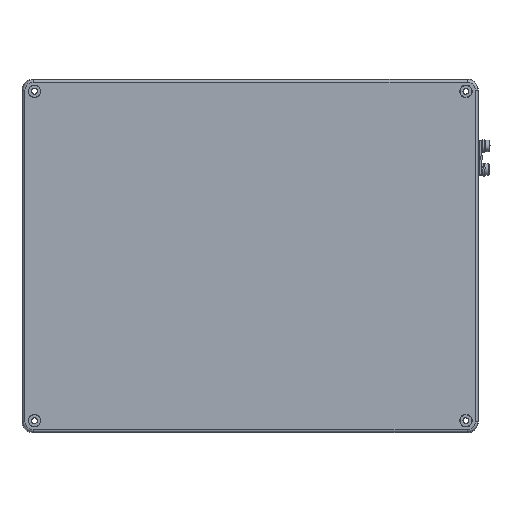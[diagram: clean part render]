
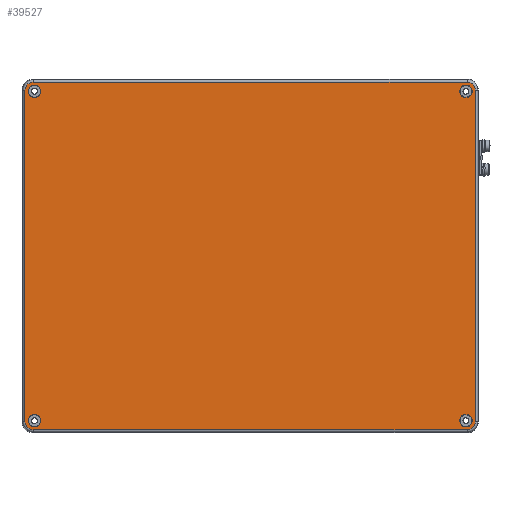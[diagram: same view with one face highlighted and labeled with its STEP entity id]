
A CAD part, top view. The second image highlights one B-rep face of the part: STEP entity #39527.
In plain terms, the highlighted face is planar.
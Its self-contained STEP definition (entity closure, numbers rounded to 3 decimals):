
#38550 = VERTEX_POINT('',#38551);
#38551 = CARTESIAN_POINT('',(185.75,-146.,0.));
#38557 = EDGE_CURVE('',#38558,#38550,#38560,.T.);
#38558 = VERTEX_POINT('',#38559);
#38559 = CARTESIAN_POINT('',(196.75,-146.,0.));
#38560 = CIRCLE('',#38561,5.5);
#38561 = AXIS2_PLACEMENT_3D('',#38562,#38563,#38564);
#38562 = CARTESIAN_POINT('',(191.25,-146.,-0.));
#38563 = DIRECTION('',(0.,0.,-1.));
#38564 = DIRECTION('',(-1.,0.,0.));
#38592 = VERTEX_POINT('',#38593);
#38593 = CARTESIAN_POINT('',(-196.75,-146.,0.));
#38599 = EDGE_CURVE('',#38600,#38592,#38602,.T.);
#38600 = VERTEX_POINT('',#38601);
#38601 = CARTESIAN_POINT('',(-185.75,-146.,0.));
#38602 = CIRCLE('',#38603,5.5);
#38603 = AXIS2_PLACEMENT_3D('',#38604,#38605,#38606);
#38604 = CARTESIAN_POINT('',(-191.25,-146.,0.));
#38605 = DIRECTION('',(0.,0.,-1.));
#38606 = DIRECTION('',(-1.,0.,0.));
#38634 = VERTEX_POINT('',#38635);
#38635 = CARTESIAN_POINT('',(-196.75,146.,0.));
#38641 = EDGE_CURVE('',#38642,#38634,#38644,.T.);
#38642 = VERTEX_POINT('',#38643);
#38643 = CARTESIAN_POINT('',(-185.75,146.,0.));
#38644 = CIRCLE('',#38645,5.5);
#38645 = AXIS2_PLACEMENT_3D('',#38646,#38647,#38648);
#38646 = CARTESIAN_POINT('',(-191.25,146.,0.));
#38647 = DIRECTION('',(0.,0.,-1.));
#38648 = DIRECTION('',(-1.,0.,0.));
#38676 = VERTEX_POINT('',#38677);
#38677 = CARTESIAN_POINT('',(185.75,146.,0.));
#38683 = EDGE_CURVE('',#38684,#38676,#38686,.T.);
#38684 = VERTEX_POINT('',#38685);
#38685 = CARTESIAN_POINT('',(196.75,146.,0.));
#38686 = CIRCLE('',#38687,5.5);
#38687 = AXIS2_PLACEMENT_3D('',#38688,#38689,#38690);
#38688 = CARTESIAN_POINT('',(191.25,146.,0.));
#38689 = DIRECTION('',(0.,0.,-1.));
#38690 = DIRECTION('',(-1.,0.,0.));
#39527 = ADVANCED_FACE('',(#39528,#39598,#39608,#39618,#39628),#39638,
  .F.);
#39528 = FACE_BOUND('',#39529,.T.);
#39529 = EDGE_LOOP('',(#39530,#39540,#39549,#39557,#39566,#39574,#39583,
    #39591));
#39530 = ORIENTED_EDGE('',*,*,#39531,.T.);
#39531 = EDGE_CURVE('',#39532,#39534,#39536,.T.);
#39532 = VERTEX_POINT('',#39533);
#39533 = CARTESIAN_POINT('',(-199.67,-146.8,0.));
#39534 = VERTEX_POINT('',#39535);
#39535 = CARTESIAN_POINT('',(-199.67,146.8,0.));
#39536 = LINE('',#39537,#39538);
#39537 = CARTESIAN_POINT('',(-199.67,0.,0.));
#39538 = VECTOR('',#39539,1.);
#39539 = DIRECTION('',(0.,1.,-0.));
#39540 = ORIENTED_EDGE('',*,*,#39541,.T.);
#39541 = EDGE_CURVE('',#39534,#39542,#39544,.T.);
#39542 = VERTEX_POINT('',#39543);
#39543 = CARTESIAN_POINT('',(-192.3,154.17,0.));
#39544 = CIRCLE('',#39545,7.37);
#39545 = AXIS2_PLACEMENT_3D('',#39546,#39547,#39548);
#39546 = CARTESIAN_POINT('',(-192.3,146.8,0.));
#39547 = DIRECTION('',(0.,0.,-1.));
#39548 = DIRECTION('',(1.,0.,0.));
#39549 = ORIENTED_EDGE('',*,*,#39550,.T.);
#39550 = EDGE_CURVE('',#39542,#39551,#39553,.T.);
#39551 = VERTEX_POINT('',#39552);
#39552 = CARTESIAN_POINT('',(192.3,154.17,0.));
#39553 = LINE('',#39554,#39555);
#39554 = CARTESIAN_POINT('',(-0.,154.17,0.));
#39555 = VECTOR('',#39556,1.);
#39556 = DIRECTION('',(1.,0.,0.));
#39557 = ORIENTED_EDGE('',*,*,#39558,.T.);
#39558 = EDGE_CURVE('',#39551,#39559,#39561,.T.);
#39559 = VERTEX_POINT('',#39560);
#39560 = CARTESIAN_POINT('',(199.67,146.8,0.));
#39561 = CIRCLE('',#39562,7.37);
#39562 = AXIS2_PLACEMENT_3D('',#39563,#39564,#39565);
#39563 = CARTESIAN_POINT('',(192.3,146.8,0.));
#39564 = DIRECTION('',(0.,0.,-1.));
#39565 = DIRECTION('',(1.,0.,0.));
#39566 = ORIENTED_EDGE('',*,*,#39567,.T.);
#39567 = EDGE_CURVE('',#39559,#39568,#39570,.T.);
#39568 = VERTEX_POINT('',#39569);
#39569 = CARTESIAN_POINT('',(199.67,-146.8,0.));
#39570 = LINE('',#39571,#39572);
#39571 = CARTESIAN_POINT('',(199.67,0.,0.));
#39572 = VECTOR('',#39573,1.);
#39573 = DIRECTION('',(0.,-1.,0.));
#39574 = ORIENTED_EDGE('',*,*,#39575,.T.);
#39575 = EDGE_CURVE('',#39568,#39576,#39578,.T.);
#39576 = VERTEX_POINT('',#39577);
#39577 = CARTESIAN_POINT('',(192.3,-154.17,0.));
#39578 = CIRCLE('',#39579,7.37);
#39579 = AXIS2_PLACEMENT_3D('',#39580,#39581,#39582);
#39580 = CARTESIAN_POINT('',(192.3,-146.8,0.));
#39581 = DIRECTION('',(0.,0.,-1.));
#39582 = DIRECTION('',(1.,0.,0.));
#39583 = ORIENTED_EDGE('',*,*,#39584,.T.);
#39584 = EDGE_CURVE('',#39576,#39585,#39587,.T.);
#39585 = VERTEX_POINT('',#39586);
#39586 = CARTESIAN_POINT('',(-192.3,-154.17,0.));
#39587 = LINE('',#39588,#39589);
#39588 = CARTESIAN_POINT('',(-0.,-154.17,0.));
#39589 = VECTOR('',#39590,1.);
#39590 = DIRECTION('',(-1.,0.,-0.));
#39591 = ORIENTED_EDGE('',*,*,#39592,.T.);
#39592 = EDGE_CURVE('',#39585,#39532,#39593,.T.);
#39593 = CIRCLE('',#39594,7.37);
#39594 = AXIS2_PLACEMENT_3D('',#39595,#39596,#39597);
#39595 = CARTESIAN_POINT('',(-192.3,-146.8,0.));
#39596 = DIRECTION('',(0.,0.,-1.));
#39597 = DIRECTION('',(1.,0.,0.));
#39598 = FACE_BOUND('',#39599,.T.);
#39599 = EDGE_LOOP('',(#39600,#39607));
#39600 = ORIENTED_EDGE('',*,*,#39601,.F.);
#39601 = EDGE_CURVE('',#38550,#38558,#39602,.T.);
#39602 = CIRCLE('',#39603,5.5);
#39603 = AXIS2_PLACEMENT_3D('',#39604,#39605,#39606);
#39604 = CARTESIAN_POINT('',(191.25,-146.,-0.));
#39605 = DIRECTION('',(0.,0.,-1.));
#39606 = DIRECTION('',(-1.,0.,0.));
#39607 = ORIENTED_EDGE('',*,*,#38557,.F.);
#39608 = FACE_BOUND('',#39609,.T.);
#39609 = EDGE_LOOP('',(#39610,#39617));
#39610 = ORIENTED_EDGE('',*,*,#39611,.F.);
#39611 = EDGE_CURVE('',#38592,#38600,#39612,.T.);
#39612 = CIRCLE('',#39613,5.5);
#39613 = AXIS2_PLACEMENT_3D('',#39614,#39615,#39616);
#39614 = CARTESIAN_POINT('',(-191.25,-146.,0.));
#39615 = DIRECTION('',(0.,0.,-1.));
#39616 = DIRECTION('',(-1.,0.,0.));
#39617 = ORIENTED_EDGE('',*,*,#38599,.F.);
#39618 = FACE_BOUND('',#39619,.T.);
#39619 = EDGE_LOOP('',(#39620,#39627));
#39620 = ORIENTED_EDGE('',*,*,#39621,.F.);
#39621 = EDGE_CURVE('',#38634,#38642,#39622,.T.);
#39622 = CIRCLE('',#39623,5.5);
#39623 = AXIS2_PLACEMENT_3D('',#39624,#39625,#39626);
#39624 = CARTESIAN_POINT('',(-191.25,146.,0.));
#39625 = DIRECTION('',(0.,0.,-1.));
#39626 = DIRECTION('',(-1.,0.,0.));
#39627 = ORIENTED_EDGE('',*,*,#38641,.F.);
#39628 = FACE_BOUND('',#39629,.T.);
#39629 = EDGE_LOOP('',(#39630,#39637));
#39630 = ORIENTED_EDGE('',*,*,#39631,.F.);
#39631 = EDGE_CURVE('',#38676,#38684,#39632,.T.);
#39632 = CIRCLE('',#39633,5.5);
#39633 = AXIS2_PLACEMENT_3D('',#39634,#39635,#39636);
#39634 = CARTESIAN_POINT('',(191.25,146.,0.));
#39635 = DIRECTION('',(0.,0.,-1.));
#39636 = DIRECTION('',(-1.,0.,0.));
#39637 = ORIENTED_EDGE('',*,*,#38683,.F.);
#39638 = PLANE('',#39639);
#39639 = AXIS2_PLACEMENT_3D('',#39640,#39641,#39642);
#39640 = CARTESIAN_POINT('',(0.,0.,0.));
#39641 = DIRECTION('',(-0.,0.,1.));
#39642 = DIRECTION('',(1.,0.,0.));
